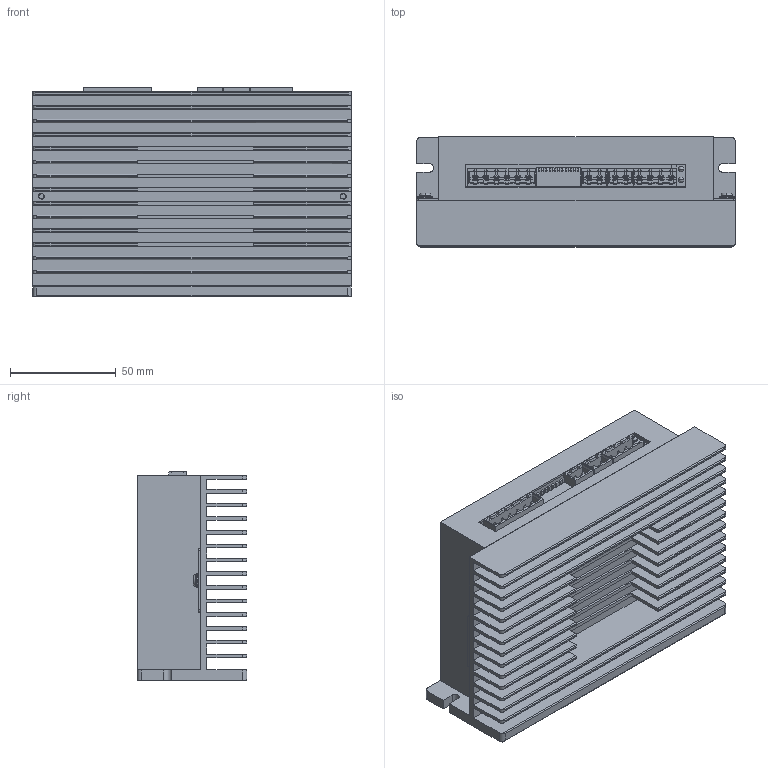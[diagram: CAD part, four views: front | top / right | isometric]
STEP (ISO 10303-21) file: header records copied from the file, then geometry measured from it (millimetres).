
FILE_DESCRIPTION(/* description */ ('Alibre Inc.'),/* implementation_level */ '2;1');
FILE_NAME(/* name */ 'export-A2230B64-64EF-436F-B168-E054389B5DF5',/* time_stamp */ '2020-03-16T09:32:52+01:00',/* author */ (''),/* organization */ (''),/* preprocessor_version */ 'ST-DEVELOPER v17',/* originating_system */ 'Alibre',/* authorisation */ '');
FILE_SCHEMA (('AUTOMOTIVE_DESIGN'));
Length unit declared in the file: millimetre
Bounding box: 151 x 52 x 99 mm (x, y, z)
Volume: 186325.4 mm3; surface area: 186011.8 mm2
Topology: 13 solids, 13 shells, 1949 faces, 5347 edges, 3521 vertices
Faces by surface type: plane 1533, cylinder 317, torus 48, cone 32, bspline 15, sphere 4
Entity records: 136724 total; most frequent: CARTESIAN_POINT 89195, ORIENTED_EDGE 10692, DIRECTION 7686, EDGE_CURVE 5346, VECTOR 4231, LINE 4231, VERTEX_POINT 3521, AXIS2_PLACEMENT_3D 2498
